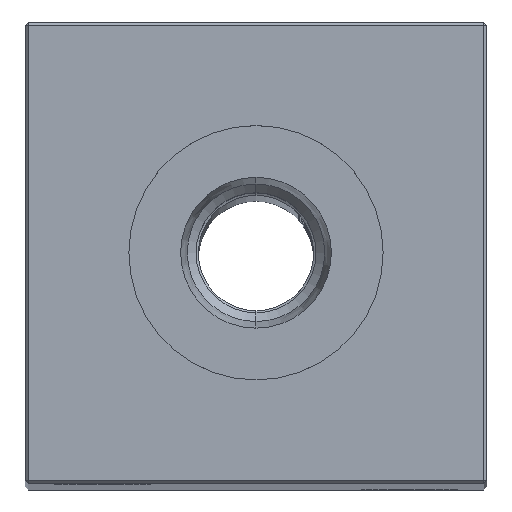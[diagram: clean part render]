
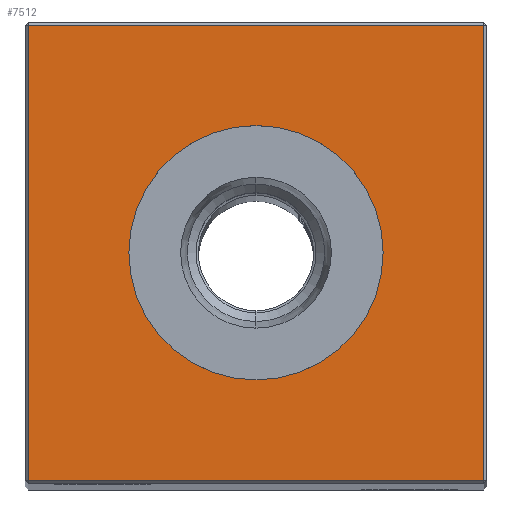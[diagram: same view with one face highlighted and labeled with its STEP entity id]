
A CAD part, top view. The second image highlights one B-rep face of the part: STEP entity #7512.
In plain terms, the highlighted planar face has unit normal (0, 0, 1).
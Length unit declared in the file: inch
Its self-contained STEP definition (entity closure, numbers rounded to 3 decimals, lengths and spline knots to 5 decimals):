
#130 = ORIENTED_EDGE ( 'NONE', *, *, #11756, .T. ) ;
#455 = VERTEX_POINT ( 'NONE', #24083 ) ;
#465 = CARTESIAN_POINT ( 'NONE',  ( 0., -0.41339, 12.25 ) ) ;
#579 = DIRECTION ( 'NONE',  ( 0., 0., -1. ) ) ;
#1369 = DIRECTION ( 'NONE',  ( 1., 0., 0. ) ) ;
#1895 = VECTOR ( 'NONE', #13617, 39.37008 ) ;
#2196 = DIRECTION ( 'NONE',  ( -1., 0., 0. ) ) ;
#2315 = FACE_BOUND ( 'NONE', #17547, .T. ) ;
#2961 = CARTESIAN_POINT ( 'NONE',  ( 0., 0., 12.25 ) ) ;
#3895 = ORIENTED_EDGE ( 'NONE', *, *, #6451, .T. ) ;
#4354 = PLANE ( 'NONE',  #19815 ) ;
#4537 = EDGE_CURVE ( 'NONE', #9784, #455, #7239, .T. ) ;
#4656 = DIRECTION ( 'NONE',  ( -1., 0., 0. ) ) ;
#4715 = VECTOR ( 'NONE', #15905, 39.37008 ) ;
#5171 = CARTESIAN_POINT ( 'NONE',  ( -0.74, 0.74, 12.25 ) ) ;
#6451 = EDGE_CURVE ( 'NONE', #455, #22295, #17852, .T. ) ;
#6546 = FACE_OUTER_BOUND ( 'NONE', #9872, .T. ) ;
#6695 = CARTESIAN_POINT ( 'NONE',  ( 0., 0.74, 12.25 ) ) ;
#7105 = CARTESIAN_POINT ( 'NONE',  ( 0., -0.74, 12.25 ) ) ;
#7239 = LINE ( 'NONE', #7105, #26729 ) ;
#7512 = ADVANCED_FACE ( 'NONE', ( #6546, #2315 ), #4354, .F. ) ;
#8489 = CARTESIAN_POINT ( 'NONE',  ( 0., 0., 12.25 ) ) ;
#9210 = AXIS2_PLACEMENT_3D ( 'NONE', #8489, #579, #4656 ) ;
#9495 = CARTESIAN_POINT ( 'NONE',  ( -0.74, 0., 12.25 ) ) ;
#9784 = VERTEX_POINT ( 'NONE', #26020 ) ;
#9872 = EDGE_LOOP ( 'NONE', ( #130, #16440, #3895, #12304 ) ) ;
#10649 = CARTESIAN_POINT ( 'NONE',  ( 0., 0., 12.25 ) ) ;
#11756 = EDGE_CURVE ( 'NONE', #22363, #9784, #26012, .T. ) ;
#12304 = ORIENTED_EDGE ( 'NONE', *, *, #22149, .T. ) ;
#13229 = CARTESIAN_POINT ( 'NONE',  ( 0.74, 0.74, 12.25 ) ) ;
#13617 = DIRECTION ( 'NONE',  ( 0., 1., 0. ) ) ;
#14974 = VECTOR ( 'NONE', #2196, 39.37008 ) ;
#15321 = CIRCLE ( 'NONE', #22298, 0.41339 ) ;
#15725 = ORIENTED_EDGE ( 'NONE', *, *, #19039, .T. ) ;
#15905 = DIRECTION ( 'NONE',  ( 0., -1., 0. ) ) ;
#16440 = ORIENTED_EDGE ( 'NONE', *, *, #4537, .T. ) ;
#16639 = CIRCLE ( 'NONE', #9210, 0.41339 ) ;
#16855 = VERTEX_POINT ( 'NONE', #17701 ) ;
#16927 = DIRECTION ( 'NONE',  ( -1., 0., 0. ) ) ;
#17547 = EDGE_LOOP ( 'NONE', ( #15725, #17814 ) ) ;
#17701 = CARTESIAN_POINT ( 'NONE',  ( 0., 0.41339, 12.25 ) ) ;
#17708 = DIRECTION ( 'NONE',  ( 0., 0., -1. ) ) ;
#17814 = ORIENTED_EDGE ( 'NONE', *, *, #24509, .T. ) ;
#17852 = LINE ( 'NONE', #21813, #1895 ) ;
#18991 = DIRECTION ( 'NONE',  ( 0., 0., -1. ) ) ;
#19039 = EDGE_CURVE ( 'NONE', #16855, #20567, #15321, .T. ) ;
#19137 = LINE ( 'NONE', #6695, #14974 ) ;
#19504 = DIRECTION ( 'NONE',  ( -1., 0., 0. ) ) ;
#19815 = AXIS2_PLACEMENT_3D ( 'NONE', #10649, #18991, #16927 ) ;
#20567 = VERTEX_POINT ( 'NONE', #465 ) ;
#21813 = CARTESIAN_POINT ( 'NONE',  ( 0.74, 0., 12.25 ) ) ;
#22149 = EDGE_CURVE ( 'NONE', #22295, #22363, #19137, .T. ) ;
#22295 = VERTEX_POINT ( 'NONE', #13229 ) ;
#22298 = AXIS2_PLACEMENT_3D ( 'NONE', #2961, #17708, #19504 ) ;
#22363 = VERTEX_POINT ( 'NONE', #5171 ) ;
#24083 = CARTESIAN_POINT ( 'NONE',  ( 0.74, -0.74, 12.25 ) ) ;
#24509 = EDGE_CURVE ( 'NONE', #20567, #16855, #16639, .T. ) ;
#26012 = LINE ( 'NONE', #9495, #4715 ) ;
#26020 = CARTESIAN_POINT ( 'NONE',  ( -0.74, -0.74, 12.25 ) ) ;
#26729 = VECTOR ( 'NONE', #1369, 39.37008 ) ;
